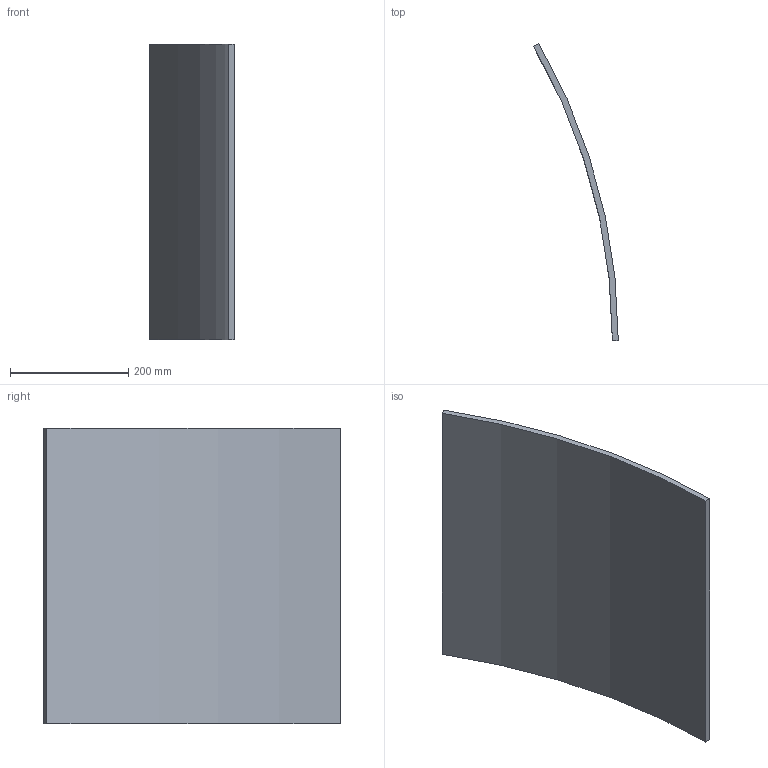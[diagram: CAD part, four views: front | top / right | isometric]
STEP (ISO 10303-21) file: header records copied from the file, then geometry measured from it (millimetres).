
FILE_DESCRIPTION(('STEP FEA test data geometry','AP203 class 6 - advanced brep'),'2;6');
FILE_NAME('le2geom.p21','1999-08-02 T10:00:00',('R. Goult'),('Caesar Systems','LMR Systems'),'Hand coded','Original NAFEMS data','R. Goult');
FILE_SCHEMA(('CONFIG_CONTROL_DESIGN'));
Length unit declared in the file: metre
Products named in the file (1): LE2solid
Bounding box: 143.3 x 502.5 x 500 mm (x, y, z)
Volume: 2617993.9 mm3; surface area: 544070.8 mm2
Topology: 1 solids, 1 shells, 6 faces, 12 edges, 8 vertices
Faces by surface type: plane 4, cylinder 2
Entity records: 164 total; most frequent: ORIENTED_EDGE 24, EDGE_CURVE 12, CARTESIAN_POINT 10, VERTEX_POINT 8, LINE 8, EDGE_LOOP 6, FACE_OUTER_BOUND 6, ADVANCED_FACE 6
